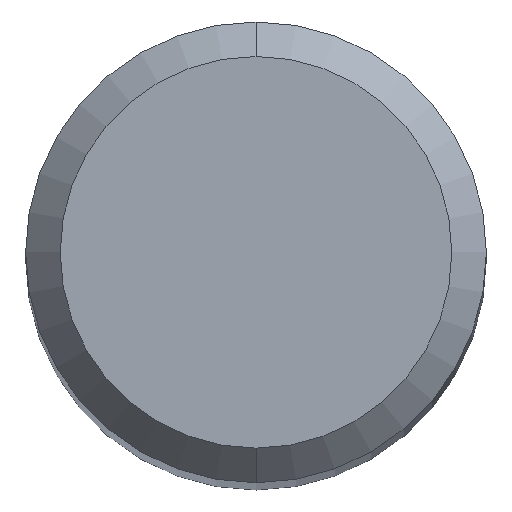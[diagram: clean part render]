
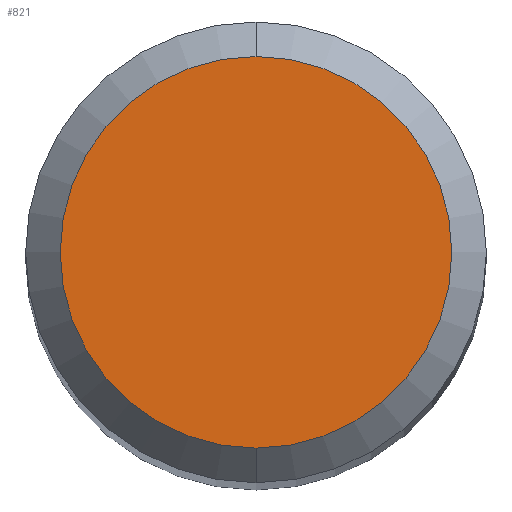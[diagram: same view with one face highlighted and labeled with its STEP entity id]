
A CAD part, top view. The second image highlights one B-rep face of the part: STEP entity #821.
In plain terms, the highlighted planar face has unit normal (0, 0, 1).
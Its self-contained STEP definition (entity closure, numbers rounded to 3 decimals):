
#419=VERTEX_POINT('',#1086);
#673=VERTEX_POINT('',#1362);
#713=EDGE_CURVE('',#673,#419,#1405,.T.);
#821=ADVANCED_FACE('',(#1522),#1523,.T.);
#893=EDGE_CURVE('',#419,#673,#1600,.T.);
#1086=CARTESIAN_POINT('',(0.0,1.7,0.0));
#1362=CARTESIAN_POINT('',(0.,-1.7,0.0));
#1405=CIRCLE('',#3364,1.7);
#1522=FACE_OUTER_BOUND('',#3620,.T.);
#1523=PLANE('',#3621);
#1600=CIRCLE('',#3976,1.7);
#3364=AXIS2_PLACEMENT_3D('',#5113,#5114,#5115);
#3620=EDGE_LOOP('',(#5274,#5275));
#3621=AXIS2_PLACEMENT_3D('',#5276,#5277,#5278);
#3976=AXIS2_PLACEMENT_3D('',#5339,#5340,#5341);
#5113=CARTESIAN_POINT('',(0.0,0.0,0.0));
#5114=DIRECTION('',(0.0,0.0,-1.0));
#5115=DIRECTION('',(0.0,1.0,0.0));
#5274=ORIENTED_EDGE('',*,*,#893,.F.);
#5275=ORIENTED_EDGE('',*,*,#713,.F.);
#5276=CARTESIAN_POINT('',(0.0,0.85,0.0));
#5277=DIRECTION('',(-0.0,0.0,1.0));
#5278=DIRECTION('',(0.0,-1.0,0.0));
#5339=CARTESIAN_POINT('',(0.0,0.0,0.0));
#5340=DIRECTION('',(0.0,0.0,-1.0));
#5341=DIRECTION('',(0.0,1.0,0.0));
